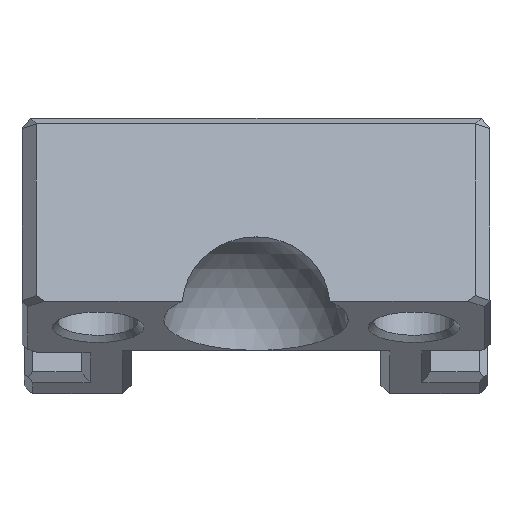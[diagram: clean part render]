
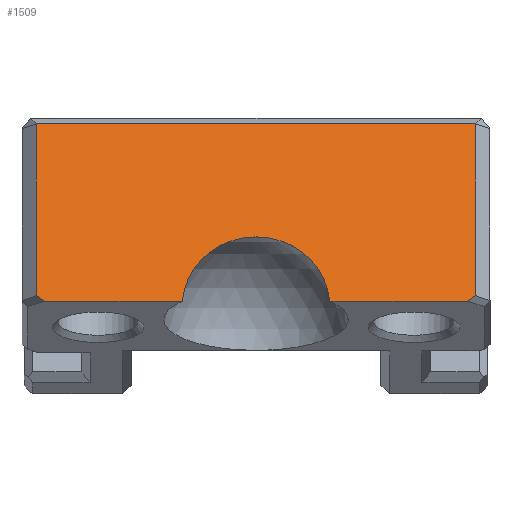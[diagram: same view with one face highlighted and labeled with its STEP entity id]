
A CAD part, front view. The second image highlights one B-rep face of the part: STEP entity #1509.
In plain terms, the highlighted planar face has unit normal (0, -0.943, 0.332).
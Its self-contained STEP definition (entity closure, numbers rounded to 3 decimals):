
#46=PLANE('',#1617);
#126=FACE_OUTER_BOUND('',#212,.T.);
#212=EDGE_LOOP('',(#1170,#1171,#1172,#1173,#1174,#1175,#1176,#1177));
#281=LINE('',#2111,#485);
#284=LINE('',#2121,#488);
#314=LINE('',#2188,#518);
#317=LINE('',#2194,#521);
#344=LINE('',#2247,#548);
#353=LINE('',#2265,#557);
#355=LINE('',#2268,#559);
#485=VECTOR('',#1705,10.);
#488=VECTOR('',#1712,10.);
#518=VECTOR('',#1764,10.);
#521=VECTOR('',#1769,10.);
#548=VECTOR('',#1806,10.);
#557=VECTOR('',#1823,10.);
#559=VECTOR('',#1827,10.);
#695=CIRCLE('',#1618,2.57);
#702=VERTEX_POINT('',#2107);
#704=VERTEX_POINT('',#2110);
#708=VERTEX_POINT('',#2118);
#709=VERTEX_POINT('',#2120);
#735=VERTEX_POINT('',#2186);
#737=VERTEX_POINT('',#2192);
#758=VERTEX_POINT('',#2246);
#763=VERTEX_POINT('',#2264);
#839=EDGE_CURVE('',#704,#702,#281,.T.);
#844=EDGE_CURVE('',#709,#708,#284,.T.);
#878=EDGE_CURVE('',#735,#702,#314,.T.);
#881=EDGE_CURVE('',#737,#735,#317,.T.);
#908=EDGE_CURVE('',#709,#758,#344,.T.);
#917=EDGE_CURVE('',#758,#763,#353,.T.);
#919=EDGE_CURVE('',#763,#737,#355,.T.);
#920=EDGE_CURVE('',#708,#704,#695,.T.);
#1170=ORIENTED_EDGE('',*,*,#878,.F.);
#1171=ORIENTED_EDGE('',*,*,#881,.F.);
#1172=ORIENTED_EDGE('',*,*,#919,.F.);
#1173=ORIENTED_EDGE('',*,*,#917,.F.);
#1174=ORIENTED_EDGE('',*,*,#908,.F.);
#1175=ORIENTED_EDGE('',*,*,#844,.T.);
#1176=ORIENTED_EDGE('',*,*,#920,.T.);
#1177=ORIENTED_EDGE('',*,*,#839,.T.);
#1509=ADVANCED_FACE('',(#126),#46,.T.);
#1617=AXIS2_PLACEMENT_3D('',#2267,#1825,#1826);
#1618=AXIS2_PLACEMENT_3D('',#2269,#1828,#1829);
#1705=DIRECTION('',(1.,0.,0.));
#1712=DIRECTION('',(1.,0.,0.));
#1764=DIRECTION('',(-0.816,-0.192,-0.545));
#1769=DIRECTION('',(0.,-0.332,-0.943));
#1806=DIRECTION('',(-0.816,0.192,0.545));
#1823=DIRECTION('',(0.,0.332,0.943));
#1825=DIRECTION('center_axis',(0.,-0.943,
0.332));
#1826=DIRECTION('ref_axis',(0.,-0.332,-0.943));
#1827=DIRECTION('',(1.,0.,0.));
#1828=DIRECTION('center_axis',(0.,0.943,-0.332));
#1829=DIRECTION('ref_axis',(1.,0.,0.));
#2107=CARTESIAN_POINT('',(-3.883,-8.709,44.451));
#2110=CARTESIAN_POINT('',(-8.688,-8.709,44.451));
#2111=CARTESIAN_POINT('',(-15.375,-8.709,44.451));
#2118=CARTESIAN_POINT('',(-13.812,-8.709,44.451));
#2120=CARTESIAN_POINT('',(-18.617,-8.709,44.451));
#2121=CARTESIAN_POINT('',(-15.375,-8.709,44.451));
#2186=CARTESIAN_POINT('',(-3.6,-8.642,44.639));
#2188=CARTESIAN_POINT('',(-6.744,-9.381,42.543));
#2192=CARTESIAN_POINT('',(-3.6,-6.533,50.629));
#2194=CARTESIAN_POINT('',(-3.6,-8.189,45.925));
#2246=CARTESIAN_POINT('',(-18.9,-8.642,44.639));
#2247=CARTESIAN_POINT('',(-17.131,-9.058,43.46));
#2264=CARTESIAN_POINT('',(-18.9,-6.533,50.629));
#2265=CARTESIAN_POINT('',(-18.9,-7.035,49.202));
#2267=CARTESIAN_POINT('Origin',(-11.25,-7.604,47.587));
#2268=CARTESIAN_POINT('',(-8.125,-6.533,50.629));
#2269=CARTESIAN_POINT('Origin',(-11.25,-8.775,44.262));
